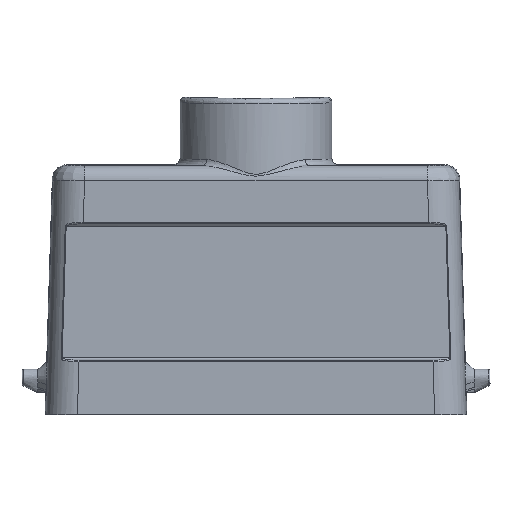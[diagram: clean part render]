
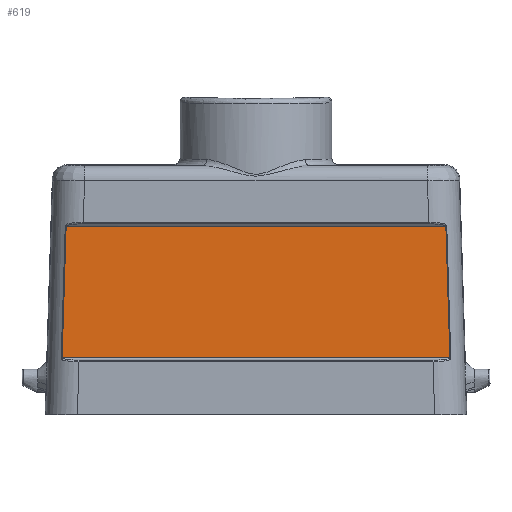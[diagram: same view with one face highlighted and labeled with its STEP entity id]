
A CAD part, front view. The second image highlights one B-rep face of the part: STEP entity #619.
In plain terms, the highlighted planar face has unit normal (0, -1, 0).
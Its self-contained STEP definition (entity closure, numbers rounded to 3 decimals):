
#619=ADVANCED_FACE('',(#900),#826,.T.);
#826=PLANE('',#3531);
#900=FACE_OUTER_BOUND('',#1118,.T.);
#1118=EDGE_LOOP('',(#1554,#1555,#1556,#1557));
#1554=ORIENTED_EDGE('',*,*,#2825,.F.);
#1555=ORIENTED_EDGE('',*,*,#2826,.T.);
#1556=ORIENTED_EDGE('',*,*,#2822,.F.);
#1557=ORIENTED_EDGE('',*,*,#2827,.T.);
#2487=VERTEX_POINT('',#5439);
#2488=VERTEX_POINT('',#5440);
#2489=VERTEX_POINT('',#5451);
#2490=VERTEX_POINT('',#5452);
#2822=EDGE_CURVE('',#2487,#2488,#3239,.T.);
#2825=EDGE_CURVE('',#2489,#2490,#3240,.T.);
#2826=EDGE_CURVE('',#2489,#2488,#3241,.T.);
#2827=EDGE_CURVE('',#2487,#2490,#3242,.T.);
#3239=LINE('',#5438,#3407);
#3240=LINE('',#5450,#3408);
#3241=LINE('',#5453,#3409);
#3242=LINE('',#5454,#3410);
#3407=VECTOR('',#3892,1.);
#3408=VECTOR('',#3895,1.);
#3409=VECTOR('',#3896,1.);
#3410=VECTOR('',#3897,1.);
#3531=AXIS2_PLACEMENT_3D('',#5455,#3898,#3899);
#3892=DIRECTION('',(-1.,0.,0.));
#3895=DIRECTION('',(1.,0.,0.));
#3896=DIRECTION('',(-0.031,0.,-1.));
#3897=DIRECTION('',(-0.031,0.,1.));
#3898=DIRECTION('',(0.,-1.,0.));
#3899=DIRECTION('',(0.,0.,-1.));
#5438=CARTESIAN_POINT('',(33.032,-13.55,-3.731));
#5439=CARTESIAN_POINT('',(106.268,-13.55,-3.731));
#5440=CARTESIAN_POINT('',(33.032,-13.55,-3.731));
#5450=CARTESIAN_POINT('',(105.51,-13.55,21.058));
#5451=CARTESIAN_POINT('',(33.79,-13.55,21.058));
#5452=CARTESIAN_POINT('',(105.51,-13.55,21.058));
#5453=CARTESIAN_POINT('',(33.032,-13.55,-3.731));
#5454=CARTESIAN_POINT('',(105.51,-13.55,21.058));
#5455=CARTESIAN_POINT('',(69.65,-13.55,8.396));
